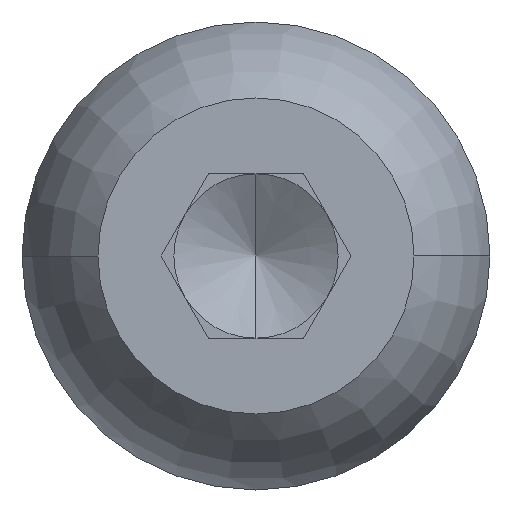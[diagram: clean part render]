
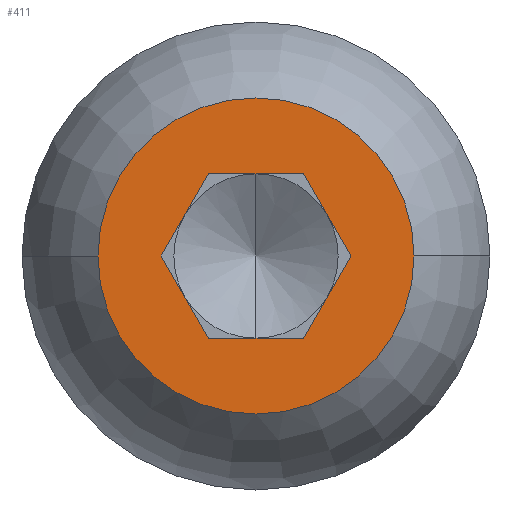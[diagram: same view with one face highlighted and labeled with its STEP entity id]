
A CAD part, left-side view. The second image highlights one B-rep face of the part: STEP entity #411.
In plain terms, the highlighted planar face has unit normal (-1, 0, 0).
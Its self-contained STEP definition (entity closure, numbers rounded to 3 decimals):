
#4 = CARTESIAN_POINT ( 'NONE',  ( -1.65, 1., 1. ) ) ;
#16 = CARTESIAN_POINT ( 'NONE',  ( -1.65, 0., 0. ) ) ;
#34 = CARTESIAN_POINT ( 'NONE',  ( -1.65, -1.155, 0. ) ) ;
#40 = CARTESIAN_POINT ( 'NONE',  ( -1.65, -1.925, 0. ) ) ;
#41 = AXIS2_PLACEMENT_3D ( 'NONE', #16, #427, #134 ) ;
#47 = CIRCLE ( 'NONE', #124, 1.925 ) ;
#66 = ORIENTED_EDGE ( 'NONE', *, *, #257, .F. ) ;
#73 = CARTESIAN_POINT ( 'NONE',  ( -1.65, -0.577, -1. ) ) ;
#76 = EDGE_CURVE ( 'NONE', #599, #376, #682, .T. ) ;
#77 = DIRECTION ( 'NONE',  ( 0., 0.5, -0.866 ) ) ;
#88 = ORIENTED_EDGE ( 'NONE', *, *, #453, .F. ) ;
#106 = VERTEX_POINT ( 'NONE', #555 ) ;
#116 = CARTESIAN_POINT ( 'NONE',  ( -1.65, -0.577, 1. ) ) ;
#124 = AXIS2_PLACEMENT_3D ( 'NONE', #532, #180, #525 ) ;
#131 = VECTOR ( 'NONE', #420, 1000. ) ;
#134 = DIRECTION ( 'NONE',  ( 0., 1., 0. ) ) ;
#152 = VERTEX_POINT ( 'NONE', #563 ) ;
#156 = VECTOR ( 'NONE', #573, 1000. ) ;
#180 = DIRECTION ( 'NONE',  ( 1., 0., 0. ) ) ;
#208 = LINE ( 'NONE', #433, #156 ) ;
#214 = FACE_OUTER_BOUND ( 'NONE', #670, .T. ) ;
#226 = EDGE_CURVE ( 'NONE', #152, #640, #208, .T. ) ;
#236 = DIRECTION ( 'NONE',  ( 0., -0.5, 0.866 ) ) ;
#246 = DIRECTION ( 'NONE',  ( 0., 1., 0. ) ) ;
#257 = EDGE_CURVE ( 'NONE', #704, #599, #363, .T. ) ;
#277 = ORIENTED_EDGE ( 'NONE', *, *, #302, .F. ) ;
#302 = EDGE_CURVE ( 'NONE', #430, #152, #653, .T. ) ;
#313 = VERTEX_POINT ( 'NONE', #40 ) ;
#320 = VECTOR ( 'NONE', #571, 1000. ) ;
#325 = LINE ( 'NONE', #723, #580 ) ;
#326 = DIRECTION ( 'NONE',  ( 0., -0.5, -0.866 ) ) ;
#327 = ORIENTED_EDGE ( 'NONE', *, *, #583, .F. ) ;
#331 = ORIENTED_EDGE ( 'NONE', *, *, #76, .F. ) ;
#363 = LINE ( 'NONE', #34, #320 ) ;
#375 = EDGE_LOOP ( 'NONE', ( #327, #422, #277, #88, #331, #66 ) ) ;
#376 = VERTEX_POINT ( 'NONE', #608 ) ;
#396 = CARTESIAN_POINT ( 'NONE',  ( -1.65, -1.155, 0. ) ) ;
#411 = ADVANCED_FACE ( 'NONE', ( #644, #214 ), #545, .F. ) ;
#414 = EDGE_CURVE ( 'NONE', #313, #106, #618, .T. ) ;
#420 = DIRECTION ( 'NONE',  ( 0., 1., 0. ) ) ;
#422 = ORIENTED_EDGE ( 'NONE', *, *, #226, .F. ) ;
#427 = DIRECTION ( 'NONE',  ( 1., 0., 0. ) ) ;
#430 = VERTEX_POINT ( 'NONE', #603 ) ;
#433 = CARTESIAN_POINT ( 'NONE',  ( -1.65, 1., -1. ) ) ;
#453 = EDGE_CURVE ( 'NONE', #376, #430, #325, .T. ) ;
#469 = CARTESIAN_POINT ( 'NONE',  ( -1.65, -0.577, -1. ) ) ;
#471 = VECTOR ( 'NONE', #326, 1000. ) ;
#480 = VECTOR ( 'NONE', #236, 1000. ) ;
#499 = AXIS2_PLACEMENT_3D ( 'NONE', #611, #550, #246 ) ;
#504 = CARTESIAN_POINT ( 'NONE',  ( -1.65, 1.155, 0. ) ) ;
#511 = EDGE_CURVE ( 'NONE', #106, #313, #47, .T. ) ;
#525 = DIRECTION ( 'NONE',  ( 0., 1., 0. ) ) ;
#532 = CARTESIAN_POINT ( 'NONE',  ( -1.65, 0., 0. ) ) ;
#537 = ORIENTED_EDGE ( 'NONE', *, *, #511, .F. ) ;
#545 = PLANE ( 'NONE',  #499 ) ;
#550 = DIRECTION ( 'NONE',  ( 1., 0., 0. ) ) ;
#555 = CARTESIAN_POINT ( 'NONE',  ( -1.65, 1.925, 0. ) ) ;
#563 = CARTESIAN_POINT ( 'NONE',  ( -1.65, 0.577, -1. ) ) ;
#571 = DIRECTION ( 'NONE',  ( 0., 0.5, 0.866 ) ) ;
#573 = DIRECTION ( 'NONE',  ( 0., -1., 0. ) ) ;
#578 = ORIENTED_EDGE ( 'NONE', *, *, #414, .F. ) ;
#580 = VECTOR ( 'NONE', #77, 1000. ) ;
#583 = EDGE_CURVE ( 'NONE', #640, #704, #707, .T. ) ;
#599 = VERTEX_POINT ( 'NONE', #116 ) ;
#603 = CARTESIAN_POINT ( 'NONE',  ( -1.65, 1.155, 0. ) ) ;
#608 = CARTESIAN_POINT ( 'NONE',  ( -1.65, 0.577, 1. ) ) ;
#611 = CARTESIAN_POINT ( 'NONE',  ( -1.65, 1., 0. ) ) ;
#618 = CIRCLE ( 'NONE', #41, 1.925 ) ;
#640 = VERTEX_POINT ( 'NONE', #73 ) ;
#644 = FACE_BOUND ( 'NONE', #375, .T. ) ;
#653 = LINE ( 'NONE', #504, #471 ) ;
#670 = EDGE_LOOP ( 'NONE', ( #537, #578 ) ) ;
#682 = LINE ( 'NONE', #4, #131 ) ;
#704 = VERTEX_POINT ( 'NONE', #396 ) ;
#707 = LINE ( 'NONE', #469, #480 ) ;
#723 = CARTESIAN_POINT ( 'NONE',  ( -1.65, 0.577, 1. ) ) ;
